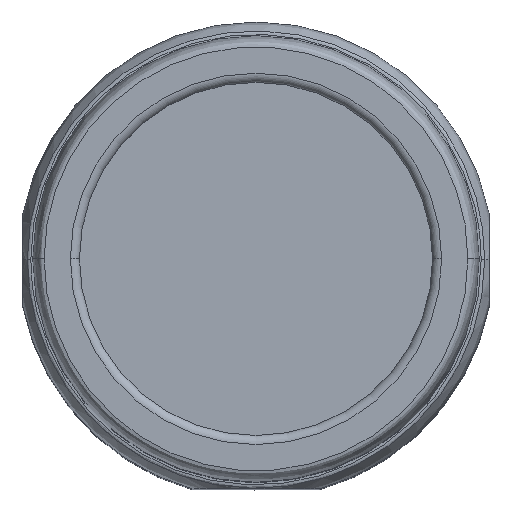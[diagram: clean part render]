
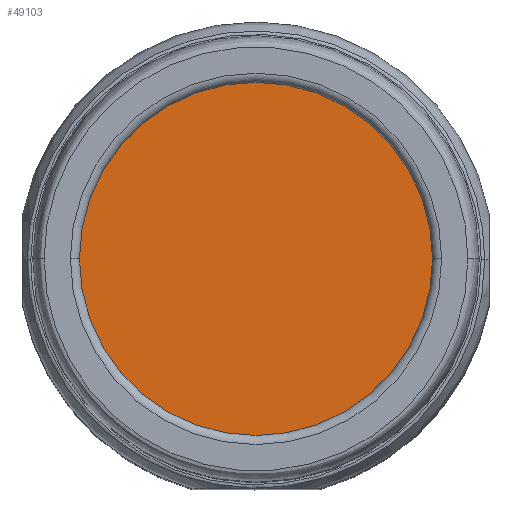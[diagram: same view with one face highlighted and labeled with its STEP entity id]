
A CAD part, top view. The second image highlights one B-rep face of the part: STEP entity #49103.
In plain terms, the highlighted face is planar.
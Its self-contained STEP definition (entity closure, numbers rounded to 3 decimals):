
#49056=CARTESIAN_POINT('',(0.,0.,0.));
#49057=DIRECTION('',(0.,1.,0.));
#49058=DIRECTION('',(1.,0.,0.));
#49059=AXIS2_PLACEMENT_3D('',#49056,#49057,#49058);
#49061=CARTESIAN_POINT('',(0.,0.,0.));
#49062=DIRECTION('',(0.,1.,0.));
#49063=DIRECTION('',(-1.,0.,0.));
#49064=AXIS2_PLACEMENT_3D('',#49061,#49062,#49063);
#49084=CARTESIAN_POINT('',(21.95,0.,0.));
#49085=CARTESIAN_POINT('',(-21.95,0.,0.));
#49086=VERTEX_POINT('',#49084);
#49087=VERTEX_POINT('',#49085);
#49092=CARTESIAN_POINT('',(0.,0.,0.));
#49093=DIRECTION('',(0.,1.,0.));
#49094=DIRECTION('',(1.,0.,0.));
#49095=AXIS2_PLACEMENT_3D('',#49092,#49093,#49094);
#49096=PLANE('',#49095);
#49098=ORIENTED_EDGE('',*,*,#49097,.T.);
#49100=ORIENTED_EDGE('',*,*,#49099,.T.);
#49101=EDGE_LOOP('',(#49098,#49100));
#49102=FACE_OUTER_BOUND('',#49101,.F.);
#49103=ADVANCED_FACE('',(#49102),#49096,.F.);
#49060=CIRCLE('',#49059,21.95);
#49065=CIRCLE('',#49064,21.95);
#49097=EDGE_CURVE('',#49086,#49087,#49060,.T.);
#49099=EDGE_CURVE('',#49087,#49086,#49065,.T.);
